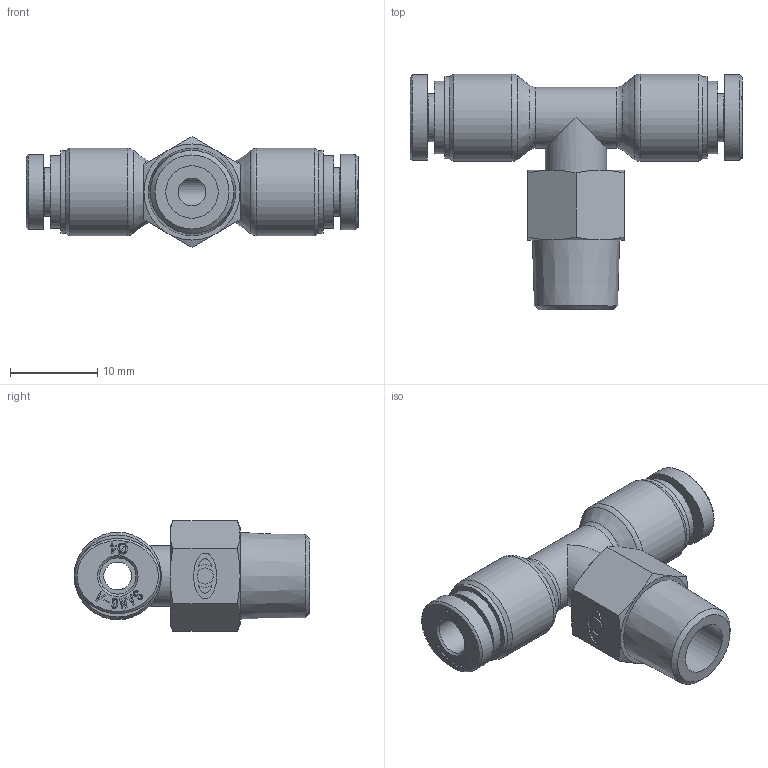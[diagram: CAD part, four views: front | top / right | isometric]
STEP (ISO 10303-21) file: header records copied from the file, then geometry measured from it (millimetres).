
FILE_DESCRIPTION((''),'2;1');
FILE_NAME('F-PT 0401.stp','2020-11-24T18:36:46',('Administrator'),(''),'Autodesk Inventor 2013','Autodesk Inventor 2013','');
FILE_SCHEMA(('CONFIG_CONTROL_DESIGN'));
Length unit declared in the file: millimetre
Products named in the file (4): 조립품21; F-PT 0401 BODY; F-SLEEVE 04(SUS); F-BODY 01(SUS)
Assembly tree (4 placements, depth 2):
  조립품21
    F-PT 0401 BODY
    F-SLEEVE 04(SUS)  x2
    F-BODY 01(SUS)
Bounding box: 38 x 27 x 12.7 mm (x, y, z)
Volume: 2861.4 mm3; surface area: 3090.4 mm2
Topology: 4 solids, 4 shells, 424 faces, 1089 edges, 718 vertices
Faces by surface type: plane 232, bspline 146, cone 22, cylinder 20, torus 4
Full cylindrical faces by diameter (mm): 1.841 x1, 3.2 x2, 4.15 x2, 4.2 x2, 5.5 x2, 6 x1, 7 x2, 8.3 x2, 9.4 x2, 10 x2
Entity records: 8458 total; most frequent: CARTESIAN_POINT 2440, ORIENTED_EDGE 1336, DIRECTION 906, EDGE_CURVE 668, VERTEX_POINT 456, VECTOR 398, LINE 398, EDGE_LOOP 344
